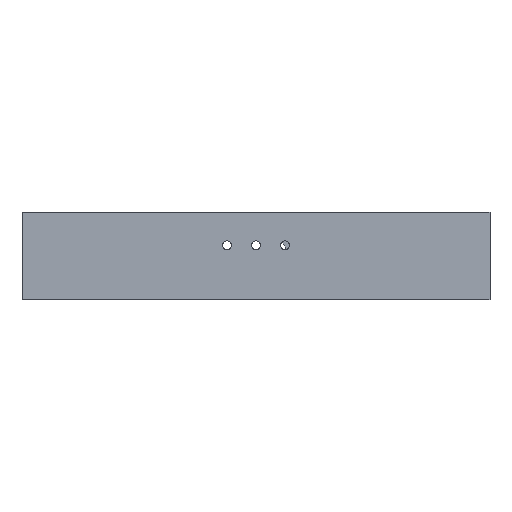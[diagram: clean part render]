
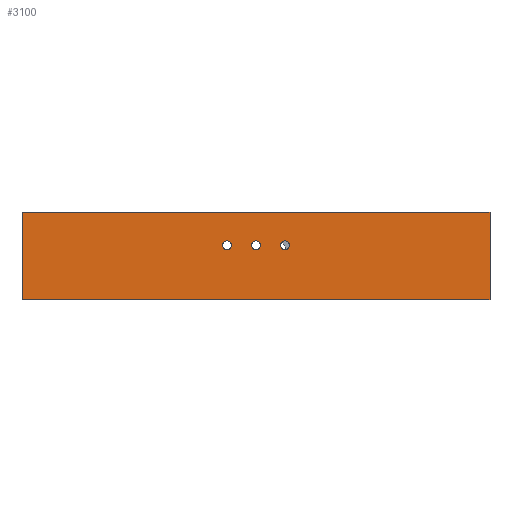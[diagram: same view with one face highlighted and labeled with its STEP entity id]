
A CAD part, front view. The second image highlights one B-rep face of the part: STEP entity #3100.
In plain terms, the highlighted planar face has unit normal (0, -1, 0).
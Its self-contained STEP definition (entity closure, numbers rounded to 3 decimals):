
#8 = EDGE_CURVE ( 'NONE', #7034, #1033, #6226, .T. ) ;
#61 = AXIS2_PLACEMENT_3D ( 'NONE', #2303, #6812, #2919 ) ;
#77 = ORIENTED_EDGE ( 'NONE', *, *, #8, .F. ) ;
#98 = DIRECTION ( 'NONE',  ( 0., 0., -1. ) ) ;
#239 = VERTEX_POINT ( 'NONE', #4743 ) ;
#460 = FACE_BOUND ( 'NONE', #7351, .T. ) ;
#615 = ORIENTED_EDGE ( 'NONE', *, *, #2322, .F. ) ;
#717 = CARTESIAN_POINT ( 'NONE',  ( 80.5, 0., 30. ) ) ;
#741 = VECTOR ( 'NONE', #3848, 1000. ) ;
#1033 = VERTEX_POINT ( 'NONE', #4642 ) ;
#1129 = CARTESIAN_POINT ( 'NONE',  ( -10., 0., 18.7 ) ) ;
#1272 = DIRECTION ( 'NONE',  ( 0., -1., 0. ) ) ;
#1299 = DIRECTION ( 'NONE',  ( 0., 0., -1. ) ) ;
#1337 = LINE ( 'NONE', #717, #6751 ) ;
#1420 = AXIS2_PLACEMENT_3D ( 'NONE', #5106, #1272, #98 ) ;
#1496 = EDGE_CURVE ( 'NONE', #239, #2833, #4036, .T. ) ;
#1846 = LINE ( 'NONE', #2877, #3737 ) ;
#1964 = FACE_BOUND ( 'NONE', #4752, .T. ) ;
#1985 = CIRCLE ( 'NONE', #1420, 1.5 ) ;
#2035 = ORIENTED_EDGE ( 'NONE', *, *, #4212, .F. ) ;
#2248 = DIRECTION ( 'NONE',  ( 0., 0., -1. ) ) ;
#2303 = CARTESIAN_POINT ( 'NONE',  ( -80.5, 0., 30. ) ) ;
#2322 = EDGE_CURVE ( 'NONE', #5726, #2733, #1985, .T. ) ;
#2500 = DIRECTION ( 'NONE',  ( 0., -1., 0. ) ) ;
#2571 = ORIENTED_EDGE ( 'NONE', *, *, #7286, .T. ) ;
#2592 = CARTESIAN_POINT ( 'NONE',  ( 10., 0., 20.2 ) ) ;
#2689 = EDGE_CURVE ( 'NONE', #4570, #4390, #4088, .T. ) ;
#2699 = DIRECTION ( 'NONE',  ( 0., 0., -1. ) ) ;
#2729 = EDGE_LOOP ( 'NONE', ( #8155, #7570 ) ) ;
#2733 = VERTEX_POINT ( 'NONE', #6407 ) ;
#2833 = VERTEX_POINT ( 'NONE', #4769 ) ;
#2877 = CARTESIAN_POINT ( 'NONE',  ( -80.5, 0., 30. ) ) ;
#2919 = DIRECTION ( 'NONE',  ( 0., 0., 1. ) ) ;
#3100 = ADVANCED_FACE ( 'NONE', ( #1964, #460, #4679, #6894 ), #5512, .F. ) ;
#3117 = EDGE_CURVE ( 'NONE', #2733, #5726, #4863, .T. ) ;
#3193 = CARTESIAN_POINT ( 'NONE',  ( -10., 0., 17.2 ) ) ;
#3352 = CARTESIAN_POINT ( 'NONE',  ( 10., 0., 18.7 ) ) ;
#3540 = EDGE_CURVE ( 'NONE', #5686, #8326, #1846, .T. ) ;
#3585 = CARTESIAN_POINT ( 'NONE',  ( -80.5, 0., 0. ) ) ;
#3737 = VECTOR ( 'NONE', #4329, 1000. ) ;
#3848 = DIRECTION ( 'NONE',  ( 0., 0., -1. ) ) ;
#3894 = CARTESIAN_POINT ( 'NONE',  ( 80.5, 0., 30. ) ) ;
#4036 = CIRCLE ( 'NONE', #4985, 1.5 ) ;
#4088 = LINE ( 'NONE', #7932, #5413 ) ;
#4212 = EDGE_CURVE ( 'NONE', #8326, #4390, #1337, .T. ) ;
#4286 = CARTESIAN_POINT ( 'NONE',  ( -80.5, 0., 30. ) ) ;
#4320 = EDGE_CURVE ( 'NONE', #1033, #7034, #4819, .T. ) ;
#4329 = DIRECTION ( 'NONE',  ( 1., 0., 0. ) ) ;
#4335 = AXIS2_PLACEMENT_3D ( 'NONE', #8287, #2500, #8228 ) ;
#4341 = LINE ( 'NONE', #4286, #741 ) ;
#4390 = VERTEX_POINT ( 'NONE', #6521 ) ;
#4482 = CARTESIAN_POINT ( 'NONE',  ( 10., 0., 18.7 ) ) ;
#4541 = DIRECTION ( 'NONE',  ( 0., 0., -1. ) ) ;
#4543 = AXIS2_PLACEMENT_3D ( 'NONE', #3352, #7826, #2699 ) ;
#4570 = VERTEX_POINT ( 'NONE', #3585 ) ;
#4642 = CARTESIAN_POINT ( 'NONE',  ( 10., 0., 17.2 ) ) ;
#4679 = FACE_BOUND ( 'NONE', #2729, .T. ) ;
#4743 = CARTESIAN_POINT ( 'NONE',  ( 0., 0., 17.2 ) ) ;
#4752 = EDGE_LOOP ( 'NONE', ( #5924, #77 ) ) ;
#4769 = CARTESIAN_POINT ( 'NONE',  ( 0., 0., 20.2 ) ) ;
#4819 = CIRCLE ( 'NONE', #4543, 1.5 ) ;
#4863 = CIRCLE ( 'NONE', #7956, 1.5 ) ;
#4943 = CARTESIAN_POINT ( 'NONE',  ( -80.5, 0., 30. ) ) ;
#4985 = AXIS2_PLACEMENT_3D ( 'NONE', #6108, #6670, #2248 ) ;
#5106 = CARTESIAN_POINT ( 'NONE',  ( -10., 0., 18.7 ) ) ;
#5358 = EDGE_CURVE ( 'NONE', #2833, #239, #6517, .T. ) ;
#5413 = VECTOR ( 'NONE', #6724, 1000. ) ;
#5512 = PLANE ( 'NONE',  #61 ) ;
#5686 = VERTEX_POINT ( 'NONE', #4943 ) ;
#5726 = VERTEX_POINT ( 'NONE', #3193 ) ;
#5924 = ORIENTED_EDGE ( 'NONE', *, *, #4320, .F. ) ;
#6108 = CARTESIAN_POINT ( 'NONE',  ( 0., 0., 18.7 ) ) ;
#6132 = AXIS2_PLACEMENT_3D ( 'NONE', #4482, #7058, #1299 ) ;
#6226 = CIRCLE ( 'NONE', #6132, 1.5 ) ;
#6304 = DIRECTION ( 'NONE',  ( 0., 0., -1. ) ) ;
#6396 = ORIENTED_EDGE ( 'NONE', *, *, #2689, .T. ) ;
#6407 = CARTESIAN_POINT ( 'NONE',  ( -10., 0., 20.2 ) ) ;
#6517 = CIRCLE ( 'NONE', #4335, 1.5 ) ;
#6521 = CARTESIAN_POINT ( 'NONE',  ( 80.5, 0., 0. ) ) ;
#6670 = DIRECTION ( 'NONE',  ( 0., -1., 0. ) ) ;
#6675 = EDGE_LOOP ( 'NONE', ( #6396, #2035, #7856, #2571 ) ) ;
#6724 = DIRECTION ( 'NONE',  ( 1., 0., 0. ) ) ;
#6751 = VECTOR ( 'NONE', #4541, 1000. ) ;
#6812 = DIRECTION ( 'NONE',  ( 0., 1., 0. ) ) ;
#6894 = FACE_OUTER_BOUND ( 'NONE', #6675, .T. ) ;
#6947 = DIRECTION ( 'NONE',  ( 0., -1., 0. ) ) ;
#7034 = VERTEX_POINT ( 'NONE', #2592 ) ;
#7058 = DIRECTION ( 'NONE',  ( 0., -1., 0. ) ) ;
#7286 = EDGE_CURVE ( 'NONE', #5686, #4570, #4341, .T. ) ;
#7351 = EDGE_LOOP ( 'NONE', ( #615, #8138 ) ) ;
#7570 = ORIENTED_EDGE ( 'NONE', *, *, #5358, .F. ) ;
#7826 = DIRECTION ( 'NONE',  ( 0., -1., 0. ) ) ;
#7856 = ORIENTED_EDGE ( 'NONE', *, *, #3540, .F. ) ;
#7932 = CARTESIAN_POINT ( 'NONE',  ( -80.5, 0., 0. ) ) ;
#7956 = AXIS2_PLACEMENT_3D ( 'NONE', #1129, #6947, #6304 ) ;
#8138 = ORIENTED_EDGE ( 'NONE', *, *, #3117, .F. ) ;
#8155 = ORIENTED_EDGE ( 'NONE', *, *, #1496, .F. ) ;
#8228 = DIRECTION ( 'NONE',  ( 0., 0., -1. ) ) ;
#8287 = CARTESIAN_POINT ( 'NONE',  ( 0., 0., 18.7 ) ) ;
#8326 = VERTEX_POINT ( 'NONE', #3894 ) ;
